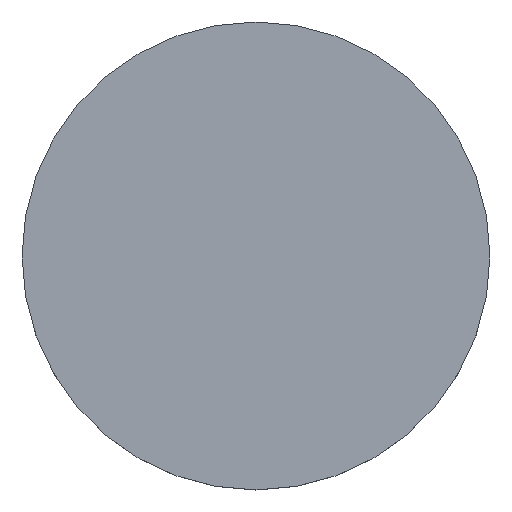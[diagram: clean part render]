
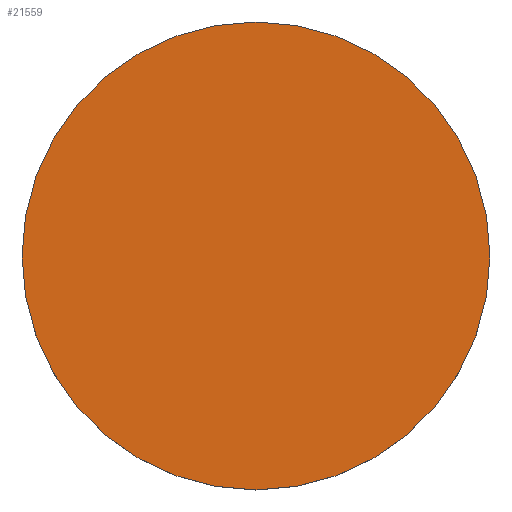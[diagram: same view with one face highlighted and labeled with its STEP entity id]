
A CAD part, top view. The second image highlights one B-rep face of the part: STEP entity #21559.
In plain terms, the highlighted planar face has unit normal (0, 0, 1).
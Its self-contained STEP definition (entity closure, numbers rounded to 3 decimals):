
#1119 = PLANE ( 'NONE',  #21963 ) ;
#1424 = CARTESIAN_POINT ( 'NONE',  ( 0., 0., 4. ) ) ;
#1604 = VERTEX_POINT ( 'NONE', #18115 ) ;
#2979 = FACE_OUTER_BOUND ( 'NONE', #13851, .T. ) ;
#3128 = DIRECTION ( 'NONE',  ( 0., 0., 1. ) ) ;
#3164 = DIRECTION ( 'NONE',  ( 1., 0., 0. ) ) ;
#4490 = DIRECTION ( 'NONE',  ( 1., 0., 0. ) ) ;
#4698 = CARTESIAN_POINT ( 'NONE',  ( 0., 0., 4. ) ) ;
#6544 = DIRECTION ( 'NONE',  ( 0., 0., 1. ) ) ;
#13172 = AXIS2_PLACEMENT_3D ( 'NONE', #1424, #6544, #3164 ) ;
#13514 = CIRCLE ( 'NONE', #13172, 21.2 ) ;
#13851 = EDGE_LOOP ( 'NONE', ( #17163 ) ) ;
#17124 = EDGE_CURVE ( 'NONE', #1604, #1604, #13514, .T. ) ;
#17163 = ORIENTED_EDGE ( 'NONE', *, *, #17124, .T. ) ;
#18115 = CARTESIAN_POINT ( 'NONE',  ( 21.2, 0., 4. ) ) ;
#21559 = ADVANCED_FACE ( 'NONE', ( #2979 ), #1119, .T. ) ;
#21963 = AXIS2_PLACEMENT_3D ( 'NONE', #4698, #3128, #4490 ) ;
